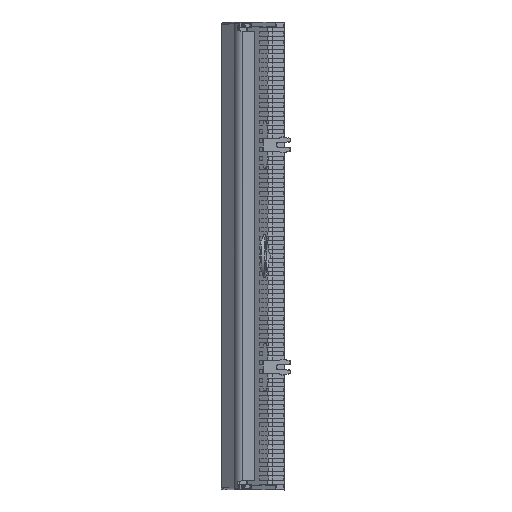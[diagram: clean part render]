
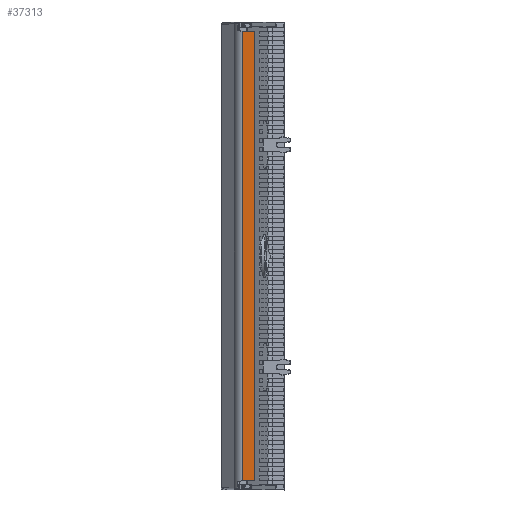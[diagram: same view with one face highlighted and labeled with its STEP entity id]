
A CAD part, left-side view. The second image highlights one B-rep face of the part: STEP entity #37313.
In plain terms, the highlighted face is planar.
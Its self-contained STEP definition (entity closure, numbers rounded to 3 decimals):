
#10049=DIRECTION('',(0.026,0.999,0.035));
#10050=VECTOR('',#10049,6.846);
#10051=CARTESIAN_POINT('',(-195.5,0.,60.474));
#10052=LINE('',#10051,#10050);
#10108=DIRECTION('',(0.,0.,-1.));
#10109=VECTOR('',#10108,252.569);
#10110=CARTESIAN_POINT('',(-195.5,0.,60.474));
#10111=LINE('',#10110,#10109);
#10115=DIRECTION('',(0.026,0.999,-0.035));
#10116=VECTOR('',#10115,6.846);
#10117=CARTESIAN_POINT('',(-195.5,0.,-192.094));
#10118=LINE('',#10117,#10116);
#10122=DIRECTION('',(0.,0.,-1.));
#10123=VECTOR('',#10122,253.047);
#10124=CARTESIAN_POINT('',(-195.321,6.839,
60.713));
#10125=LINE('',#10124,#10123);
#10129=CARTESIAN_POINT('',(-195.321,6.839,
-192.333));
#25860=VERTEX_POINT('',#10129);
#25861=CARTESIAN_POINT('',(-195.5,0.,-192.094));
#25862=VERTEX_POINT('',#25861);
#27091=CARTESIAN_POINT('',(-195.5,0.,60.474));
#27092=VERTEX_POINT('',#27091);
#27093=CARTESIAN_POINT('',(-195.321,6.839,
60.713));
#27094=VERTEX_POINT('',#27093);
#37301=CARTESIAN_POINT('',(-195.321,6.839,65.81));
#37302=DIRECTION('',(1.,-0.026,0.));
#37303=DIRECTION('',(-0.026,-1.,0.));
#37304=AXIS2_PLACEMENT_3D('',#37301,#37302,#37303);
#37305=PLANE('',#37304);
#37306=ORIENTED_EDGE('',*,*,#37288,.T.);
#37307=ORIENTED_EDGE('',*,*,#30717,.T.);
#37309=ORIENTED_EDGE('',*,*,#37308,.F.);
#37310=ORIENTED_EDGE('',*,*,#37258,.F.);
#37311=EDGE_LOOP('',(#37306,#37307,#37309,#37310));
#37312=FACE_OUTER_BOUND('',#37311,.F.);
#30717=EDGE_CURVE('',#25862,#25860,#10118,.T.);
#37258=EDGE_CURVE('',#27092,#27094,#10052,.T.);
#37288=EDGE_CURVE('',#27092,#25862,#10111,.T.);
#37308=EDGE_CURVE('',#27094,#25860,#10125,.T.);
#37313=ADVANCED_FACE('',(#37312),#37305,.F.);
